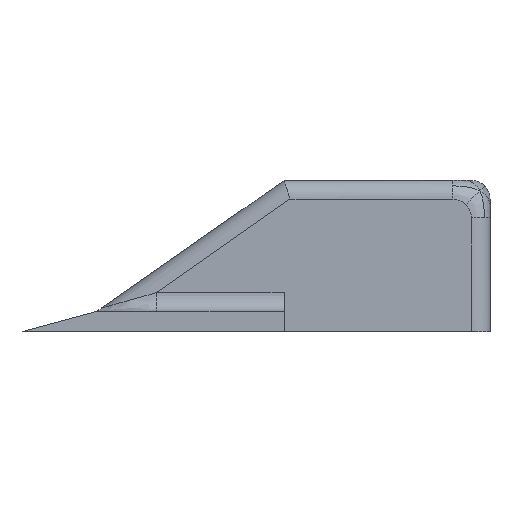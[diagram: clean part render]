
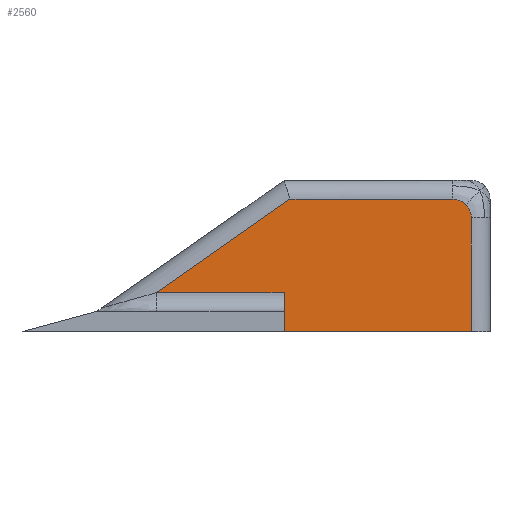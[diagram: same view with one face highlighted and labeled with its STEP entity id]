
A CAD part, left-side view. The second image highlights one B-rep face of the part: STEP entity #2560.
In plain terms, the highlighted planar face has unit normal (-1, 0, 0).
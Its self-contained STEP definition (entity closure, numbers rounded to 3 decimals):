
#238=LINE('',#5140,#464);
#239=LINE('',#5182,#465);
#241=LINE('',#5188,#467);
#242=LINE('',#5190,#468);
#243=LINE('',#5191,#469);
#244=LINE('',#5192,#470);
#464=VECTOR('',#3080,10.);
#465=VECTOR('',#3087,10.);
#467=VECTOR('',#3093,10.);
#468=VECTOR('',#3094,10.);
#469=VECTOR('',#3095,10.);
#470=VECTOR('',#3096,10.);
#551=PLANE('',#2685);
#683=FACE_OUTER_BOUND('',#827,.T.);
#827=EDGE_LOOP('',(#2190,#2191,#2192,#2193,#2194,#2195,#2196,#2197));
#855=CIRCLE('',#2597,1.);
#858=CIRCLE('',#2600,1.);
#1002=VERTEX_POINT('',#3227);
#1003=VERTEX_POINT('',#3234);
#1005=VERTEX_POINT('',#3280);
#1222=VERTEX_POINT('',#5133);
#1225=VERTEX_POINT('',#5138);
#1228=VERTEX_POINT('',#5181);
#1230=VERTEX_POINT('',#5187);
#1231=VERTEX_POINT('',#5189);
#1249=EDGE_CURVE('',#1002,#1003,#855,.T.);
#1253=EDGE_CURVE('',#1005,#1002,#858,.T.);
#1578=EDGE_CURVE('',#1225,#1222,#238,.T.);
#1582=EDGE_CURVE('',#1222,#1228,#239,.T.);
#1585=EDGE_CURVE('',#1225,#1230,#241,.T.);
#1586=EDGE_CURVE('',#1231,#1230,#242,.T.);
#1587=EDGE_CURVE('',#1003,#1231,#243,.T.);
#1588=EDGE_CURVE('',#1228,#1005,#244,.T.);
#2190=ORIENTED_EDGE('',*,*,#1578,.F.);
#2191=ORIENTED_EDGE('',*,*,#1585,.T.);
#2192=ORIENTED_EDGE('',*,*,#1586,.F.);
#2193=ORIENTED_EDGE('',*,*,#1587,.F.);
#2194=ORIENTED_EDGE('',*,*,#1249,.F.);
#2195=ORIENTED_EDGE('',*,*,#1253,.F.);
#2196=ORIENTED_EDGE('',*,*,#1588,.F.);
#2197=ORIENTED_EDGE('',*,*,#1582,.F.);
#2560=ADVANCED_FACE('',(#683),#551,.T.);
#2597=AXIS2_PLACEMENT_3D('',#3235,#2719,#2720);
#2600=AXIS2_PLACEMENT_3D('',#3282,#2725,#2726);
#2685=AXIS2_PLACEMENT_3D('',#5186,#3091,#3092);
#2719=DIRECTION('center_axis',(1.,0.,0.));
#2720=DIRECTION('ref_axis',(0.,-0.707,0.707));
#2725=DIRECTION('center_axis',(1.,0.,0.));
#2726=DIRECTION('ref_axis',(0.,-0.707,0.707));
#3080=DIRECTION('',(0.,1.,0.));
#3087=DIRECTION('',(0.,-0.819,0.573));
#3091=DIRECTION('center_axis',(-1.,0.,0.));
#3092=DIRECTION('ref_axis',(0.,-1.,0.));
#3093=DIRECTION('',(0.,0.,-1.));
#3094=DIRECTION('',(0.,1.,0.));
#3095=DIRECTION('',(0.,0.,-1.));
#3096=DIRECTION('',(0.,-1.,0.));
#3227=CARTESIAN_POINT('',(-5.,1.293,6.787));
#3234=CARTESIAN_POINT('',(-5.,1.,6.08));
#3235=CARTESIAN_POINT('Origin',(-5.,2.,6.08));
#3280=CARTESIAN_POINT('',(-5.,2.,7.08));
#3282=CARTESIAN_POINT('Origin',(-5.,2.,6.08));
#5133=CARTESIAN_POINT('',(-5.,17.828,2.08));
#5138=CARTESIAN_POINT('',(-5.,11.,2.08));
#5140=CARTESIAN_POINT('',(-5.,21.,2.08));
#5181=CARTESIAN_POINT('',(-5.,10.685,7.08));
#5182=CARTESIAN_POINT('',(-5.,17.927,2.011));
#5186=CARTESIAN_POINT('Origin',(-5.,21.,1.08));
#5187=CARTESIAN_POINT('',(-5.,11.,0.));
#5188=CARTESIAN_POINT('',(-5.,11.,1.08));
#5189=CARTESIAN_POINT('',(-5.,1.,0.));
#5190=CARTESIAN_POINT('',(-5.,5.5,0.));
#5191=CARTESIAN_POINT('',(-5.,1.,1.08));
#5192=CARTESIAN_POINT('',(-5.,15.75,7.08));
